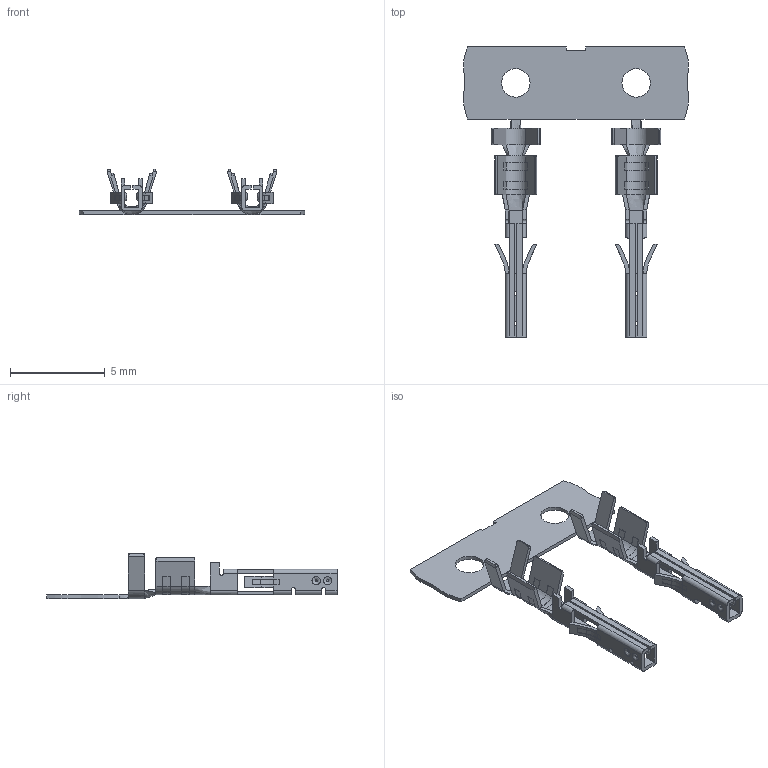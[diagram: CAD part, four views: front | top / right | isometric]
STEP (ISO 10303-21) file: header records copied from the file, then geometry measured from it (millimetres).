
FILE_DESCRIPTION(/* description */ ('Unknown'),/* implementation_level */ '2;1');
FILE_NAME(/* name */ '662x0113724',/* time_stamp */ '2022-08-23T14:03:56+02:00',/* author */ ('Unknown'),/* organization */ ('Unknown'),/* preprocessor_version */ 'ST-DEVELOPER v16.7',/* originating_system */ 'Solid Edge',/* authorisation */ 'Unknown');
FILE_SCHEMA (('AUTOMOTIVE_DESIGN {1 0 10303 214 3 1 1}'));
Length unit declared in the file: millimetre
Products named in the file (2): 662x011372y; 662x0113724_DUAL
Assembly tree (1 placements, depth 2):
  662x011372y
    662x0113724_DUAL
Bounding box: 11.87 x 15.3 x 2.4 mm (x, y, z)
Volume: 23 mm3; surface area: 272.6 mm2
Topology: 1 solids, 1 shells, 439 faces, 1219 edges, 786 vertices
Faces by surface type: plane 270, cylinder 121, bspline 32, torus 16
Full cylindrical faces by diameter (mm): 1.5 x2
Entity records: 18301 total; most frequent: CARTESIAN_POINT 4120, ORIENTED_EDGE 2370, DIRECTION 2209, EDGE_CURVE 1185, LINE 819, VECTOR 819, VERTEX_POINT 770, AXIS2_PLACEMENT_3D 695
